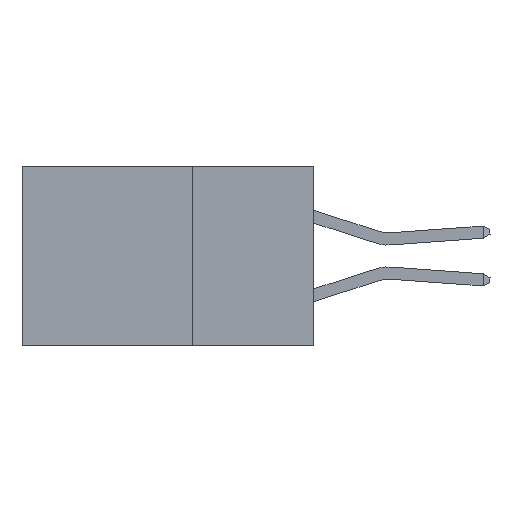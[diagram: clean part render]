
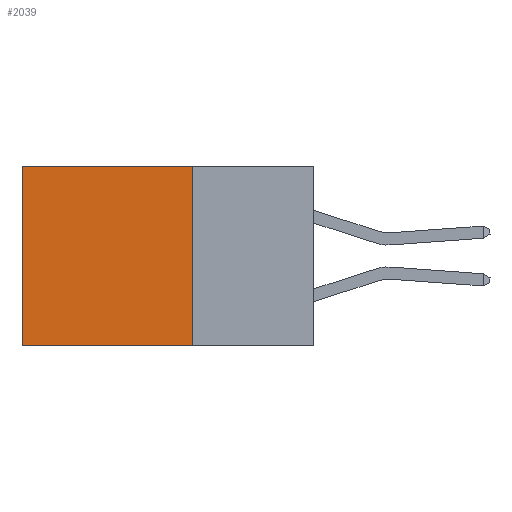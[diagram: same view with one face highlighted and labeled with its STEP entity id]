
A CAD part, left-side view. The second image highlights one B-rep face of the part: STEP entity #2039.
In plain terms, the highlighted planar face has unit normal (-1, 0, 0).
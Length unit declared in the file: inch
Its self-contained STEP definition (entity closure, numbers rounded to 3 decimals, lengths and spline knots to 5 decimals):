
#313 = LINE ( 'NONE', #12490, #28575 ) ;
#1780 = CARTESIAN_POINT ( 'NONE',  ( 0.2875, 0.6, 0. ) ) ;
#2039 = ADVANCED_FACE ( 'NONE', ( #15555 ), #13034, .F. ) ;
#2679 = VERTEX_POINT ( 'NONE', #29059 ) ;
#3326 = EDGE_CURVE ( 'NONE', #32309, #32816, #27099, .T. ) ;
#3384 = ORIENTED_EDGE ( 'NONE', *, *, #3326, .T. ) ;
#4673 = AXIS2_PLACEMENT_3D ( 'NONE', #23351, #23584, #12800 ) ;
#5158 = VERTEX_POINT ( 'NONE', #33339 ) ;
#5295 = CARTESIAN_POINT ( 'NONE',  ( 0.2875, 0.25, 0. ) ) ;
#5552 = LINE ( 'NONE', #32029, #32904 ) ;
#8602 = ORIENTED_EDGE ( 'NONE', *, *, #10085, .F. ) ;
#10085 = EDGE_CURVE ( 'NONE', #5158, #2679, #15705, .T. ) ;
#10939 = DIRECTION ( 'NONE',  ( 0., 0., -1. ) ) ;
#12490 = CARTESIAN_POINT ( 'NONE',  ( 0.2875, 0.25, 0. ) ) ;
#12800 = DIRECTION ( 'NONE',  ( 0., 0., -1. ) ) ;
#13034 = PLANE ( 'NONE',  #4673 ) ;
#15555 = FACE_OUTER_BOUND ( 'NONE', #24264, .T. ) ;
#15705 = LINE ( 'NONE', #20396, #21916 ) ;
#17598 = CARTESIAN_POINT ( 'NONE',  ( 0.2875, 0.25, 0. ) ) ;
#18453 = DIRECTION ( 'NONE',  ( 0., 1., 0. ) ) ;
#19924 = DIRECTION ( 'NONE',  ( 0., 0., -1. ) ) ;
#20047 = VECTOR ( 'NONE', #18453, 39.37008 ) ;
#20396 = CARTESIAN_POINT ( 'NONE',  ( 0.2875, 0.25, -0.37 ) ) ;
#21378 = ORIENTED_EDGE ( 'NONE', *, *, #28963, .F. ) ;
#21916 = VECTOR ( 'NONE', #23759, 39.37008 ) ;
#23351 = CARTESIAN_POINT ( 'NONE',  ( 0.2875, 0.25, 0. ) ) ;
#23584 = DIRECTION ( 'NONE',  ( 1., 0., 0. ) ) ;
#23759 = DIRECTION ( 'NONE',  ( 0., 1., 0. ) ) ;
#24264 = EDGE_LOOP ( 'NONE', ( #33001, #8602, #21378, #3384 ) ) ;
#26157 = EDGE_CURVE ( 'NONE', #32816, #2679, #5552, .T. ) ;
#27099 = LINE ( 'NONE', #5295, #20047 ) ;
#28575 = VECTOR ( 'NONE', #19924, 39.37008 ) ;
#28963 = EDGE_CURVE ( 'NONE', #32309, #5158, #313, .T. ) ;
#29059 = CARTESIAN_POINT ( 'NONE',  ( 0.2875, 0.6, -0.37 ) ) ;
#32029 = CARTESIAN_POINT ( 'NONE',  ( 0.2875, 0.6, 0. ) ) ;
#32309 = VERTEX_POINT ( 'NONE', #17598 ) ;
#32816 = VERTEX_POINT ( 'NONE', #1780 ) ;
#32904 = VECTOR ( 'NONE', #10939, 39.37008 ) ;
#33001 = ORIENTED_EDGE ( 'NONE', *, *, #26157, .T. ) ;
#33339 = CARTESIAN_POINT ( 'NONE',  ( 0.2875, 0.25, -0.37 ) ) ;
